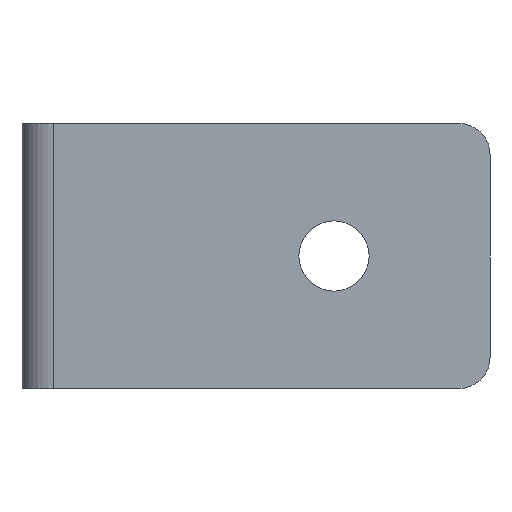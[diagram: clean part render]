
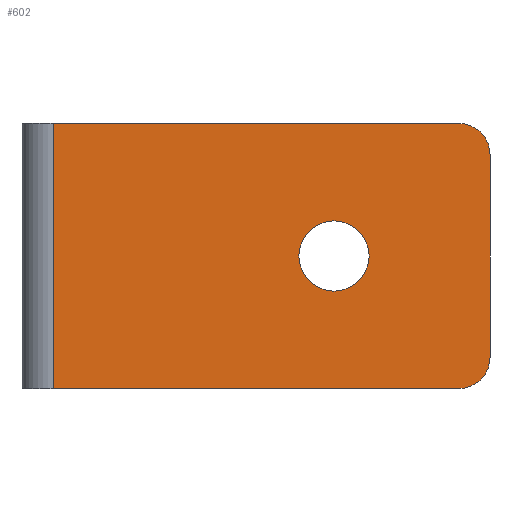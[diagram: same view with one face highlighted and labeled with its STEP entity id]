
A CAD part, front view. The second image highlights one B-rep face of the part: STEP entity #602.
In plain terms, the highlighted planar face has unit normal (0, -1, 0).
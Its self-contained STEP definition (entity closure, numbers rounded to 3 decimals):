
#13 = VERTEX_POINT ( 'NONE', #33 ) ;
#25 = CARTESIAN_POINT ( 'NONE',  ( 30., 0., 2. ) ) ;
#33 = CARTESIAN_POINT ( 'NONE',  ( 28., 0., 0. ) ) ;
#35 = DIRECTION ( 'NONE',  ( 0., 0., -1. ) ) ;
#39 = VECTOR ( 'NONE', #35, 1000. ) ;
#44 = CARTESIAN_POINT ( 'NONE',  ( 20., 0., 6.25 ) ) ;
#60 = EDGE_CURVE ( 'NONE', #13, #524, #304, .T. ) ;
#63 = CIRCLE ( 'NONE', #477, 2.25 ) ;
#87 = CARTESIAN_POINT ( 'NONE',  ( 0., 0., 17. ) ) ;
#93 = CARTESIAN_POINT ( 'NONE',  ( 2., 0., 0. ) ) ;
#95 = VECTOR ( 'NONE', #275, 1000. ) ;
#97 = EDGE_CURVE ( 'NONE', #445, #233, #63, .T. ) ;
#106 = ORIENTED_EDGE ( 'NONE', *, *, #60, .T. ) ;
#108 = LINE ( 'NONE', #439, #420 ) ;
#114 = EDGE_CURVE ( 'NONE', #233, #445, #177, .T. ) ;
#116 = EDGE_LOOP ( 'NONE', ( #268, #247, #155, #106, #209, #545 ) ) ;
#120 = CARTESIAN_POINT ( 'NONE',  ( 2., 0., 17. ) ) ;
#125 = EDGE_CURVE ( 'NONE', #375, #193, #372, .T. ) ;
#155 = ORIENTED_EDGE ( 'NONE', *, *, #230, .T. ) ;
#177 = CIRCLE ( 'NONE', #446, 2.25 ) ;
#178 = CARTESIAN_POINT ( 'NONE',  ( 30., 0., 15. ) ) ;
#181 = DIRECTION ( 'NONE',  ( 0., -1., 0. ) ) ;
#193 = VERTEX_POINT ( 'NONE', #93 ) ;
#205 = DIRECTION ( 'NONE',  ( 0., 0., -1. ) ) ;
#209 = ORIENTED_EDGE ( 'NONE', *, *, #401, .F. ) ;
#213 = CARTESIAN_POINT ( 'NONE',  ( 28., 0., 2. ) ) ;
#220 = EDGE_CURVE ( 'NONE', #375, #397, #303, .T. ) ;
#229 = CARTESIAN_POINT ( 'NONE',  ( 28., 0., 15. ) ) ;
#230 = EDGE_CURVE ( 'NONE', #193, #13, #365, .T. ) ;
#233 = VERTEX_POINT ( 'NONE', #44 ) ;
#234 = ORIENTED_EDGE ( 'NONE', *, *, #114, .F. ) ;
#238 = CARTESIAN_POINT ( 'NONE',  ( 28., 0., 17. ) ) ;
#247 = ORIENTED_EDGE ( 'NONE', *, *, #125, .T. ) ;
#251 = ORIENTED_EDGE ( 'NONE', *, *, #97, .F. ) ;
#253 = FACE_OUTER_BOUND ( 'NONE', #116, .T. ) ;
#258 = EDGE_CURVE ( 'NONE', #297, #397, #452, .T. ) ;
#266 = PLANE ( 'NONE',  #457 ) ;
#268 = ORIENTED_EDGE ( 'NONE', *, *, #220, .F. ) ;
#275 = DIRECTION ( 'NONE',  ( 1., 0., 0. ) ) ;
#292 = CARTESIAN_POINT ( 'NONE',  ( 20., 0., 10.75 ) ) ;
#297 = VERTEX_POINT ( 'NONE', #178 ) ;
#303 = LINE ( 'NONE', #87, #95 ) ;
#304 = CIRCLE ( 'NONE', #587, 2. ) ;
#307 = DIRECTION ( 'NONE',  ( 0., -1., 0. ) ) ;
#310 = DIRECTION ( 'NONE',  ( 0., 1., 0. ) ) ;
#316 = CARTESIAN_POINT ( 'NONE',  ( 0., 0., 17. ) ) ;
#317 = DIRECTION ( 'NONE',  ( 0., 0., -1. ) ) ;
#340 = AXIS2_PLACEMENT_3D ( 'NONE', #229, #181, #533 ) ;
#345 = CARTESIAN_POINT ( 'NONE',  ( 2., 0., 17. ) ) ;
#365 = LINE ( 'NONE', #418, #421 ) ;
#372 = LINE ( 'NONE', #120, #39 ) ;
#375 = VERTEX_POINT ( 'NONE', #345 ) ;
#397 = VERTEX_POINT ( 'NONE', #238 ) ;
#401 = EDGE_CURVE ( 'NONE', #297, #524, #108, .T. ) ;
#407 = DIRECTION ( 'NONE',  ( 0., -1., 0. ) ) ;
#418 = CARTESIAN_POINT ( 'NONE',  ( 0., 0., 0. ) ) ;
#420 = VECTOR ( 'NONE', #540, 1000. ) ;
#421 = VECTOR ( 'NONE', #469, 1000. ) ;
#439 = CARTESIAN_POINT ( 'NONE',  ( 30., 0., 17. ) ) ;
#445 = VERTEX_POINT ( 'NONE', #292 ) ;
#446 = AXIS2_PLACEMENT_3D ( 'NONE', #603, #307, #205 ) ;
#452 = CIRCLE ( 'NONE', #340, 2. ) ;
#457 = AXIS2_PLACEMENT_3D ( 'NONE', #316, #310, #618 ) ;
#465 = DIRECTION ( 'NONE',  ( 0., 0., 1. ) ) ;
#469 = DIRECTION ( 'NONE',  ( 1., 0., 0. ) ) ;
#477 = AXIS2_PLACEMENT_3D ( 'NONE', #567, #613, #317 ) ;
#479 = FACE_BOUND ( 'NONE', #552, .T. ) ;
#524 = VERTEX_POINT ( 'NONE', #25 ) ;
#533 = DIRECTION ( 'NONE',  ( 0., 0., 1. ) ) ;
#540 = DIRECTION ( 'NONE',  ( 0., 0., -1. ) ) ;
#545 = ORIENTED_EDGE ( 'NONE', *, *, #258, .T. ) ;
#552 = EDGE_LOOP ( 'NONE', ( #234, #251 ) ) ;
#567 = CARTESIAN_POINT ( 'NONE',  ( 20., 0., 8.5 ) ) ;
#587 = AXIS2_PLACEMENT_3D ( 'NONE', #213, #407, #465 ) ;
#602 = ADVANCED_FACE ( 'NONE', ( #479, #253 ), #266, .F. ) ;
#603 = CARTESIAN_POINT ( 'NONE',  ( 20., 0., 8.5 ) ) ;
#613 = DIRECTION ( 'NONE',  ( 0., -1., 0. ) ) ;
#618 = DIRECTION ( 'NONE',  ( 0., 0., 1. ) ) ;
